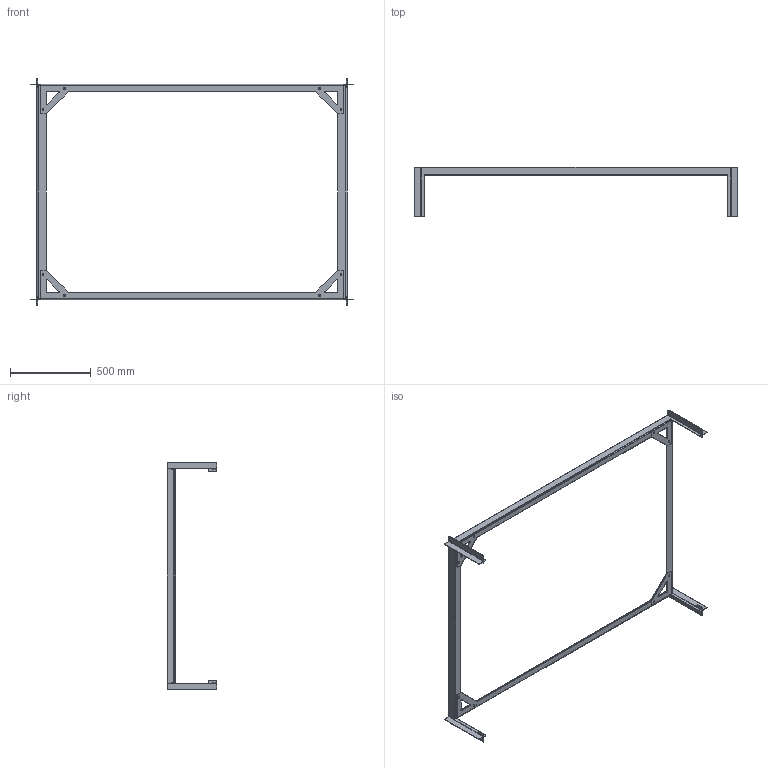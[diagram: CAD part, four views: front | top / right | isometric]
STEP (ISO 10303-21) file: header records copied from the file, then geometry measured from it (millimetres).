
FILE_DESCRIPTION (( 'STEP AP214' ), '1' );
FILE_NAME ('CamaLaserCut.STEP', '2024-07-01T19:23:27', ( '' ), ( '' ), 'SwSTEP 2.0', 'SolidWorks 2017', '' );
FILE_SCHEMA (( 'AUTOMOTIVE_DESIGN' ));
Length unit declared in the file: millimetre
Products named in the file (3): Part2; CamaLaserCut; Part1
Assembly tree (4 placements, depth 2):
  CamaLaserCut
    Part2  x2
    Part1  x2
Bounding box: 2006 x 305 x 1416 mm (x, y, z)
Volume: 2750665.3 mm3; surface area: 1691947.3 mm2
Topology: 4 solids, 4 shells, 352 faces, 1000 edges, 656 vertices
Faces by surface type: plane 200, cylinder 152
Entity records: 5910 total; most frequent: DIRECTION 1018, CARTESIAN_POINT 1011, ORIENTED_EDGE 1000, EDGE_CURVE 500, LINE 348, VECTOR 348, AXIS2_PLACEMENT_3D 335, VERTEX_POINT 328
